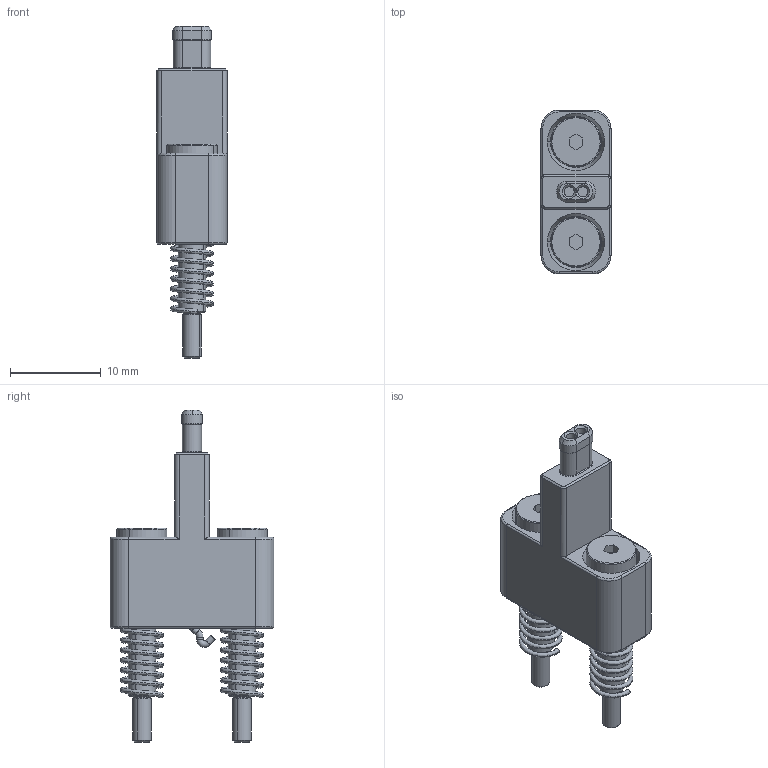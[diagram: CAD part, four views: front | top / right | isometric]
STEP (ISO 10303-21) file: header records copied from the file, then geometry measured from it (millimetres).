
FILE_DESCRIPTION (( 'STEP AP214' ), '1' );
FILE_NAME ('MOD-1056570-TC77_MTD-M_01_DR_S.STEP', '2022-10-18T12:03:51', ( '' ), ( '' ), 'SwSTEP 2.0', 'SolidWorks 2020', '' );
FILE_SCHEMA (( 'AUTOMOTIVE_DESIGN' ));
Length unit declared in the file: millimetre
Products named in the file (1): MOD-1056570-TC77_MTD-M_01_DR_S
Bounding box: 7.7 x 18 x 36.5 mm (x, y, z)
Volume: 1862.8 mm3; surface area: 1634.6 mm2
Topology: 1 solids, 1 shells, 315 faces, 753 edges, 470 vertices
Faces by surface type: plane 132, cylinder 62, bspline 60, cone 40, torus 21
Entity records: 20973 total; most frequent: CARTESIAN_POINT 12937, ORIENTED_EDGE 1506, DIRECTION 1313, EDGE_CURVE 753, VERTEX_POINT 470, VECTOR 445, LINE 445, AXIS2_PLACEMENT_3D 434
